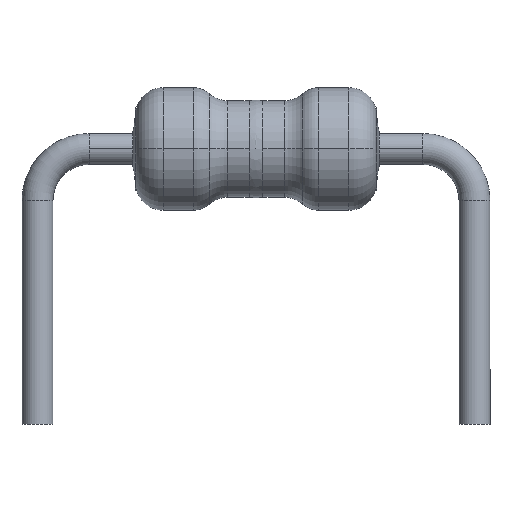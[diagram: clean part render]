
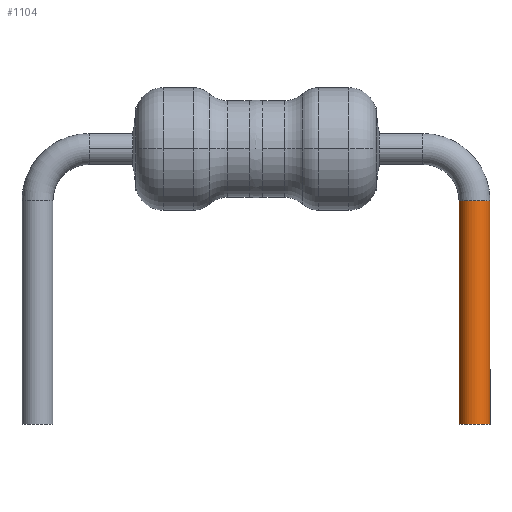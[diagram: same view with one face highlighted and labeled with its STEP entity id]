
A CAD part, top view. The second image highlights one B-rep face of the part: STEP entity #1104.
In plain terms, the highlighted cylindrical face has radius 0.225 mm (diameter 0.45 mm), a partial arc.
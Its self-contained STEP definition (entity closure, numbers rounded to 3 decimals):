
#26 = ORIENTED_EDGE ( 'NONE', *, *, #1140, .F. ) ;
#33 = CARTESIAN_POINT ( 'NONE',  ( 2.95, -0.75, 0. ) ) ;
#57 = CARTESIAN_POINT ( 'NONE',  ( 3.4, -0.75, 0. ) ) ;
#149 = DIRECTION ( 'NONE',  ( -1., 0., 0. ) ) ;
#293 = CARTESIAN_POINT ( 'NONE',  ( 3.175, -4., 0. ) ) ;
#324 = AXIS2_PLACEMENT_3D ( 'NONE', #422, #438, #149 ) ;
#361 = ORIENTED_EDGE ( 'NONE', *, *, #1169, .T. ) ;
#381 = CARTESIAN_POINT ( 'NONE',  ( 3.4, -4., 0. ) ) ;
#422 = CARTESIAN_POINT ( 'NONE',  ( 3.175, -0.75, 0. ) ) ;
#430 = CYLINDRICAL_SURFACE ( 'NONE', #982, 0.225 ) ;
#438 = DIRECTION ( 'NONE',  ( 0., 1., 0. ) ) ;
#448 = CARTESIAN_POINT ( 'NONE',  ( 3.4, -4., 0. ) ) ;
#531 = VERTEX_POINT ( 'NONE', #381 ) ;
#583 = EDGE_CURVE ( 'NONE', #531, #913, #827, .T. ) ;
#592 = CIRCLE ( 'NONE', #1557, 0.225 ) ;
#663 = EDGE_LOOP ( 'NONE', ( #361, #992, #777, #26 ) ) ;
#698 = VERTEX_POINT ( 'NONE', #33 ) ;
#777 = ORIENTED_EDGE ( 'NONE', *, *, #1052, .F. ) ;
#799 = CARTESIAN_POINT ( 'NONE',  ( 2.95, -4., 0. ) ) ;
#821 = FACE_OUTER_BOUND ( 'NONE', #663, .T. ) ;
#827 = LINE ( 'NONE', #448, #830 ) ;
#830 = VECTOR ( 'NONE', #996, 1000. ) ;
#913 = VERTEX_POINT ( 'NONE', #57 ) ;
#982 = AXIS2_PLACEMENT_3D ( 'NONE', #293, #1279, #1101 ) ;
#984 = DIRECTION ( 'NONE',  ( -1., 0., 0. ) ) ;
#992 = ORIENTED_EDGE ( 'NONE', *, *, #583, .T. ) ;
#996 = DIRECTION ( 'NONE',  ( 0., 1., 0. ) ) ;
#1052 = EDGE_CURVE ( 'NONE', #698, #913, #1137, .T. ) ;
#1101 = DIRECTION ( 'NONE',  ( -1., 0., 0. ) ) ;
#1104 = ADVANCED_FACE ( 'NONE', ( #821 ), #430, .T. ) ;
#1132 = CARTESIAN_POINT ( 'NONE',  ( 3.175, -4., 0. ) ) ;
#1137 = CIRCLE ( 'NONE', #324, 0.225 ) ;
#1140 = EDGE_CURVE ( 'NONE', #1519, #698, #1486, .T. ) ;
#1149 = VECTOR ( 'NONE', #1612, 1000. ) ;
#1169 = EDGE_CURVE ( 'NONE', #1519, #531, #592, .T. ) ;
#1275 = DIRECTION ( 'NONE',  ( 0., 1., 0. ) ) ;
#1279 = DIRECTION ( 'NONE',  ( 0., 1., 0. ) ) ;
#1486 = LINE ( 'NONE', #1506, #1149 ) ;
#1506 = CARTESIAN_POINT ( 'NONE',  ( 2.95, -4., 0. ) ) ;
#1519 = VERTEX_POINT ( 'NONE', #799 ) ;
#1557 = AXIS2_PLACEMENT_3D ( 'NONE', #1132, #1275, #984 ) ;
#1612 = DIRECTION ( 'NONE',  ( 0., 1., 0. ) ) ;
